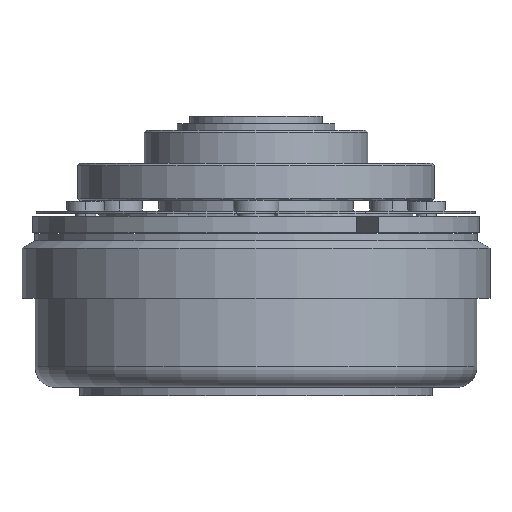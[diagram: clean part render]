
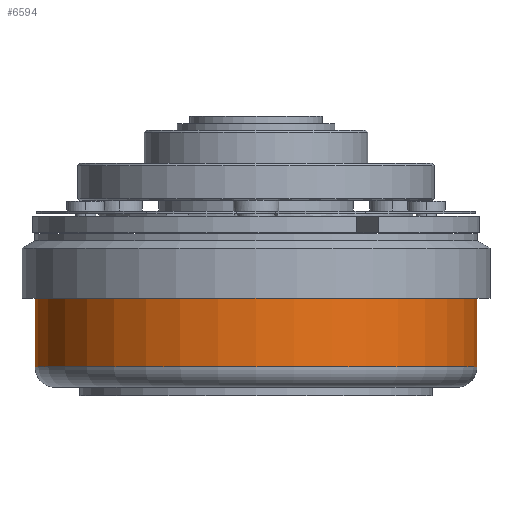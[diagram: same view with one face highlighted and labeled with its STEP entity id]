
A CAD part, front view. The second image highlights one B-rep face of the part: STEP entity #6594.
In plain terms, the highlighted cylindrical face has radius 53.35 mm (diameter 106.7 mm), a partial arc.
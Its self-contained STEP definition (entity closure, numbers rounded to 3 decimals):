
#5131 = DIRECTION ( 'NONE',  ( 1., 0., 0. ) ) ;
#5132 = DIRECTION ( 'NONE',  ( 0., 0., 1. ) ) ;
#5133 = CARTESIAN_POINT ( 'NONE',  ( 0., 0., 7. ) ) ;
#5134 = AXIS2_PLACEMENT_3D ( 'NONE', #5133, #5132, #5131 ) ;
#5135 = CIRCLE ( 'NONE', #5134, 53.35 ) ;
#5144 = DIRECTION ( 'NONE',  ( -1., 0., 0. ) ) ;
#5145 = DIRECTION ( 'NONE',  ( 0., 0., -1. ) ) ;
#5146 = CARTESIAN_POINT ( 'NONE',  ( 0., 0., 23.5 ) ) ;
#5159 = AXIS2_PLACEMENT_3D ( 'NONE', #5146, #5145, #5144 ) ;
#5160 = CIRCLE ( 'NONE', #5159, 53.35 ) ;
#5166 = CARTESIAN_POINT ( 'NONE',  ( 0., 0., 30.5 ) ) ;
#5169 = DIRECTION ( 'NONE',  ( -1., 0., 0. ) ) ;
#5171 = FACE_OUTER_BOUND ( 'NONE', #6529, .T. ) ;
#5172 = CYLINDRICAL_SURFACE ( 'NONE', #5176, 53.35 ) ;
#5175 = DIRECTION ( 'NONE',  ( 0., 0., -1. ) ) ;
#5176 = AXIS2_PLACEMENT_3D ( 'NONE', #5166, #5175, #5169 ) ;
#6523 = ORIENTED_EDGE ( 'NONE', *, *, #10267, .F. ) ;
#6529 = EDGE_LOOP ( 'NONE', ( #6523, #6597, #6530, #6629 ) ) ;
#6530 = ORIENTED_EDGE ( 'NONE', *, *, #10351, .T. ) ;
#6538 = EDGE_CURVE ( 'NONE', #10286, #10295, #5160, .T. ) ;
#6578 = EDGE_CURVE ( 'NONE', #10190, #10216, #5135, .T. ) ;
#6594 = ADVANCED_FACE ( 'NONE', ( #5171 ), #5172, .T. ) ;
#6597 = ORIENTED_EDGE ( 'NONE', *, *, #6538, .T. ) ;
#6629 = ORIENTED_EDGE ( 'NONE', *, *, #6578, .T. ) ;
#8700 = CARTESIAN_POINT ( 'NONE',  ( -53.35, 0., 7. ) ) ;
#8799 = CARTESIAN_POINT ( 'NONE',  ( 53.35, 0., 7. ) ) ;
#8844 = DIRECTION ( 'NONE',  ( 0., 0., -1. ) ) ;
#8845 = VECTOR ( 'NONE', #8844, 1000. ) ;
#8846 = CARTESIAN_POINT ( 'NONE',  ( 53.35, 0., 30.5 ) ) ;
#8852 = LINE ( 'NONE', #8846, #8845 ) ;
#8872 = CARTESIAN_POINT ( 'NONE',  ( 53.35, 0., 23.5 ) ) ;
#8911 = CARTESIAN_POINT ( 'NONE',  ( -53.35, 0., 23.5 ) ) ;
#8965 = DIRECTION ( 'NONE',  ( 0., 0., -1. ) ) ;
#8966 = VECTOR ( 'NONE', #8965, 1000. ) ;
#8967 = CARTESIAN_POINT ( 'NONE',  ( -53.35, 0., 30.5 ) ) ;
#8968 = LINE ( 'NONE', #8967, #8966 ) ;
#10190 = VERTEX_POINT ( 'NONE', #8700 ) ;
#10216 = VERTEX_POINT ( 'NONE', #8799 ) ;
#10267 = EDGE_CURVE ( 'NONE', #10286, #10216, #8852, .T. ) ;
#10286 = VERTEX_POINT ( 'NONE', #8872 ) ;
#10295 = VERTEX_POINT ( 'NONE', #8911 ) ;
#10351 = EDGE_CURVE ( 'NONE', #10295, #10190, #8968, .T. ) ;
